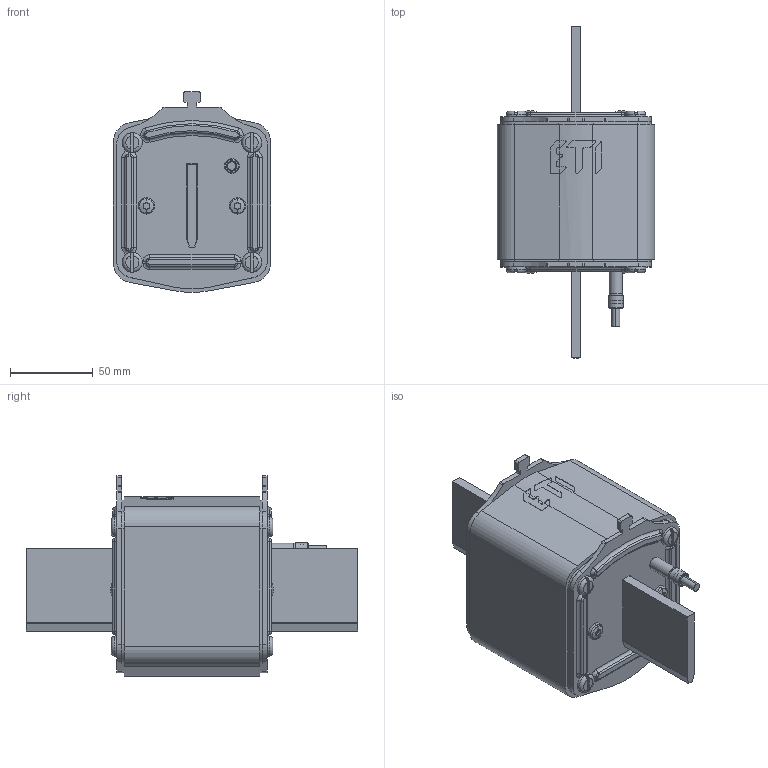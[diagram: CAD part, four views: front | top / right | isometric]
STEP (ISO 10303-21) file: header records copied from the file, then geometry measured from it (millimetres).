
FILE_DESCRIPTION((''),'2;1');
FILE_NAME('0000053036_ASM','2021-08-11T',('said.beganovic'),('Audax d.o.o.'),'CREO PARAMETRIC BY PTC INC, 2017020','CREO PARAMETRIC BY PTC INC, 2017020','');
FILE_SCHEMA(('AUTOMOTIVE_DESIGN { 1 0 10303 214 1 1 1 1 }'));
Products named in the file (20): 0000028910; 0000029476; 0000032691; 0000032678; 0000032695_ASM; 0000032866; 0000032865; 0000053037; 0000053039; 0000033044; 0000016319; 0000016479; 0000016339; 0000016359; 0000016342_AF0; 0000016601; 0000016442_ASM; 0000033041; 0000033027; 0000053036_ASM
Assembly tree (31 placements, depth 3):
  0000053036_ASM
    0000028910
    0000029476  x2
    0000032695_ASM  x2
      0000032691
      0000032678
    0000032866
    0000032865
    0000053037  x4
    0000053039  x8
    0000033044
    0000016442_ASM
      0000016319
      0000016479
      0000016339
      0000016359
      0000016342_AF0
      0000016601
    0000033041
    0000033027
Bounding box: 95 x 200.1 x 120.95 mm (x, y, z)
Volume: 922650.5 mm3; surface area: 171513.1 mm2
Topology: 30 solids, 46 shells, 1190 faces, 2903 edges, 1801 vertices
Faces by surface type: plane 482, cylinder 434, torus 140, cone 56, extrusion 30, sphere 26, bspline 22
Entity records: 53325 total; most frequent: CARTESIAN_POINT 18315, DIRECTION 4201, ORIENTED_EDGE 3770, PRESENTATION_STYLE_ASSIGNMENT 2752, STYLED_ITEM 2695, CURVE_STYLE 1941, EDGE_CURVE 1911, AXIS2_PLACEMENT_3D 1607
